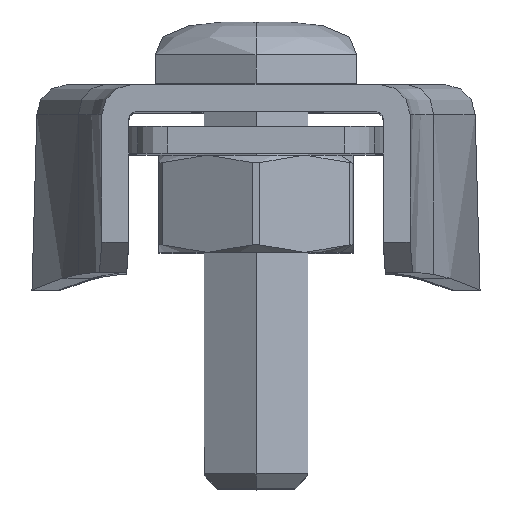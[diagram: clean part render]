
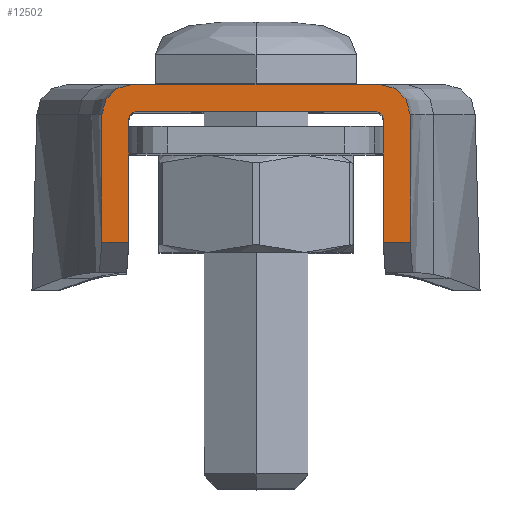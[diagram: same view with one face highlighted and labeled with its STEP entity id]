
A CAD part, top view. The second image highlights one B-rep face of the part: STEP entity #12502.
In plain terms, the highlighted planar face has unit normal (0, 0, 1).
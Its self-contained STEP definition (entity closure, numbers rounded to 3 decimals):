
#264 = EDGE_CURVE ( 'NONE', #13337, #16088, #4433, .T. ) ;
#265 = AXIS2_PLACEMENT_3D ( 'NONE', #19115, #20987, #22846 ) ;
#457 = VERTEX_POINT ( 'NONE', #18899 ) ;
#735 = DIRECTION ( 'NONE',  ( 1., 0., 0. ) ) ;
#891 = VECTOR ( 'NONE', #21471, 1000. ) ;
#969 = CIRCLE ( 'NONE', #265, 0.5 ) ;
#1205 = EDGE_CURVE ( 'NONE', #5144, #457, #15568, .T. ) ;
#2273 = ORIENTED_EDGE ( 'NONE', *, *, #18159, .T. ) ;
#2328 = LINE ( 'NONE', #8175, #7891 ) ;
#2427 = CARTESIAN_POINT ( 'NONE',  ( -8.3, 1.8, 36. ) ) ;
#2460 = CARTESIAN_POINT ( 'NONE',  ( 8., -0.5, 36. ) ) ;
#2493 = CARTESIAN_POINT ( 'NONE',  ( -10.3, 1.8, 36. ) ) ;
#2578 = EDGE_CURVE ( 'NONE', #4324, #3806, #2328, .T. ) ;
#2637 = LINE ( 'NONE', #7571, #13503 ) ;
#2774 = DIRECTION ( 'NONE',  ( 1., 0., 0. ) ) ;
#2928 = CARTESIAN_POINT ( 'NONE',  ( 10.3, 1.8, 36. ) ) ;
#2935 = CARTESIAN_POINT ( 'NONE',  ( -10.3, 1.8, 36. ) ) ;
#3499 = VERTEX_POINT ( 'NONE', #7461 ) ;
#3795 = CIRCLE ( 'NONE', #23927, 0.5 ) ;
#3806 = VERTEX_POINT ( 'NONE', #8643 ) ;
#3886 = VERTEX_POINT ( 'NONE', #17834 ) ;
#4095 = AXIS2_PLACEMENT_3D ( 'NONE', #10033, #6151, #23225 ) ;
#4219 = CARTESIAN_POINT ( 'NONE',  ( -10.3, -8.75, 36. ) ) ;
#4324 = VERTEX_POINT ( 'NONE', #4219 ) ;
#4345 = DIRECTION ( 'NONE',  ( 0., 0., -1. ) ) ;
#4433 = LINE ( 'NONE', #2935, #10915 ) ;
#5104 = CIRCLE ( 'NONE', #18543, 2. ) ;
#5144 = VERTEX_POINT ( 'NONE', #10973 ) ;
#5347 = VECTOR ( 'NONE', #5752, 1000. ) ;
#5445 = ORIENTED_EDGE ( 'NONE', *, *, #20975, .T. ) ;
#5680 = PLANE ( 'NONE',  #20375 ) ;
#5752 = DIRECTION ( 'NONE',  ( 1., 0., 0. ) ) ;
#6118 = VECTOR ( 'NONE', #18334, 1000. ) ;
#6151 = DIRECTION ( 'NONE',  ( 0., 0., 1. ) ) ;
#6582 = LINE ( 'NONE', #15713, #21007 ) ;
#6750 = CARTESIAN_POINT ( 'NONE',  ( 8.3, 1.8, 36. ) ) ;
#7261 = EDGE_CURVE ( 'NONE', #3886, #3499, #7382, .T. ) ;
#7382 = LINE ( 'NONE', #15520, #5347 ) ;
#7461 = CARTESIAN_POINT ( 'NONE',  ( 8., 0., 36. ) ) ;
#7564 = FACE_OUTER_BOUND ( 'NONE', #12759, .T. ) ;
#7571 = CARTESIAN_POINT ( 'NONE',  ( -10.3, 1.8, 36. ) ) ;
#7891 = VECTOR ( 'NONE', #735, 1000. ) ;
#7953 = ORIENTED_EDGE ( 'NONE', *, *, #9827, .T. ) ;
#8175 = CARTESIAN_POINT ( 'NONE',  ( -10.3, -8.75, 36. ) ) ;
#8462 = ORIENTED_EDGE ( 'NONE', *, *, #7261, .T. ) ;
#8493 = CARTESIAN_POINT ( 'NONE',  ( -8.5, -0.5, 36. ) ) ;
#8643 = CARTESIAN_POINT ( 'NONE',  ( -8.5, -8.75, 36. ) ) ;
#8950 = DIRECTION ( 'NONE',  ( -1., 0., 0. ) ) ;
#8956 = DIRECTION ( 'NONE',  ( 0., 1., 0. ) ) ;
#9702 = CARTESIAN_POINT ( 'NONE',  ( 10.3, -0.2, 36. ) ) ;
#9827 = EDGE_CURVE ( 'NONE', #3499, #457, #3795, .T. ) ;
#9900 = DIRECTION ( 'NONE',  ( 1., 0., 0. ) ) ;
#10033 = CARTESIAN_POINT ( 'NONE',  ( -8.3, -0.2, 36. ) ) ;
#10185 = CARTESIAN_POINT ( 'NONE',  ( 10.3, -8.75, 36. ) ) ;
#10266 = EDGE_CURVE ( 'NONE', #13337, #22798, #10575, .T. ) ;
#10278 = LINE ( 'NONE', #2928, #6118 ) ;
#10575 = CIRCLE ( 'NONE', #4095, 2. ) ;
#10792 = CARTESIAN_POINT ( 'NONE',  ( -8.5, -13.2, 36. ) ) ;
#10886 = EDGE_CURVE ( 'NONE', #22682, #17741, #10278, .T. ) ;
#10915 = VECTOR ( 'NONE', #2774, 1000. ) ;
#10973 = CARTESIAN_POINT ( 'NONE',  ( 8.5, -8.75, 36. ) ) ;
#11755 = VECTOR ( 'NONE', #8956, 1000. ) ;
#12502 = ADVANCED_FACE ( 'NONE', ( #7564 ), #5680, .F. ) ;
#12759 = EDGE_LOOP ( 'NONE', ( #19158, #20932, #16426, #5445, #8462, #7953, #20763, #2273, #13423, #20127, #23584, #15809 ) ) ;
#12824 = CARTESIAN_POINT ( 'NONE',  ( 8.3, -0.2, 36. ) ) ;
#12921 = DIRECTION ( 'NONE',  ( -1., 0., 0. ) ) ;
#13337 = VERTEX_POINT ( 'NONE', #2427 ) ;
#13423 = ORIENTED_EDGE ( 'NONE', *, *, #10886, .F. ) ;
#13503 = VECTOR ( 'NONE', #15197, 1000. ) ;
#13881 = CARTESIAN_POINT ( 'NONE',  ( 8.5, -13.2, 36. ) ) ;
#13886 = DIRECTION ( 'NONE',  ( 0., 0., -1. ) ) ;
#14742 = VERTEX_POINT ( 'NONE', #8493 ) ;
#15197 = DIRECTION ( 'NONE',  ( 0., -1., 0. ) ) ;
#15520 = CARTESIAN_POINT ( 'NONE',  ( -10.3, 0., 36. ) ) ;
#15568 = LINE ( 'NONE', #13881, #891 ) ;
#15713 = CARTESIAN_POINT ( 'NONE',  ( -10.3, -8.75, 36. ) ) ;
#15809 = ORIENTED_EDGE ( 'NONE', *, *, #10266, .T. ) ;
#16088 = VERTEX_POINT ( 'NONE', #6750 ) ;
#16426 = ORIENTED_EDGE ( 'NONE', *, *, #23999, .T. ) ;
#17509 = DIRECTION ( 'NONE',  ( -1., 0., 0. ) ) ;
#17741 = VERTEX_POINT ( 'NONE', #10185 ) ;
#17834 = CARTESIAN_POINT ( 'NONE',  ( -8., 0., 36. ) ) ;
#18159 = EDGE_CURVE ( 'NONE', #5144, #17741, #6582, .T. ) ;
#18334 = DIRECTION ( 'NONE',  ( 0., -1., 0. ) ) ;
#18543 = AXIS2_PLACEMENT_3D ( 'NONE', #12824, #24294, #8950 ) ;
#18899 = CARTESIAN_POINT ( 'NONE',  ( 8.5, -0.5, 36. ) ) ;
#19115 = CARTESIAN_POINT ( 'NONE',  ( -8., -0.5, 36. ) ) ;
#19158 = ORIENTED_EDGE ( 'NONE', *, *, #23471, .T. ) ;
#19272 = EDGE_CURVE ( 'NONE', #22682, #16088, #5104, .T. ) ;
#19752 = CARTESIAN_POINT ( 'NONE',  ( -10.3, -0.2, 36. ) ) ;
#20127 = ORIENTED_EDGE ( 'NONE', *, *, #19272, .T. ) ;
#20375 = AXIS2_PLACEMENT_3D ( 'NONE', #2493, #13886, #12921 ) ;
#20763 = ORIENTED_EDGE ( 'NONE', *, *, #1205, .F. ) ;
#20932 = ORIENTED_EDGE ( 'NONE', *, *, #2578, .T. ) ;
#20975 = EDGE_CURVE ( 'NONE', #14742, #3886, #969, .T. ) ;
#20987 = DIRECTION ( 'NONE',  ( 0., 0., -1. ) ) ;
#21007 = VECTOR ( 'NONE', #9900, 1000. ) ;
#21471 = DIRECTION ( 'NONE',  ( 0., 1., 0. ) ) ;
#21766 = LINE ( 'NONE', #10792, #11755 ) ;
#22682 = VERTEX_POINT ( 'NONE', #9702 ) ;
#22798 = VERTEX_POINT ( 'NONE', #19752 ) ;
#22846 = DIRECTION ( 'NONE',  ( -1., 0., 0. ) ) ;
#23225 = DIRECTION ( 'NONE',  ( -1., 0., 0. ) ) ;
#23471 = EDGE_CURVE ( 'NONE', #22798, #4324, #2637, .T. ) ;
#23584 = ORIENTED_EDGE ( 'NONE', *, *, #264, .F. ) ;
#23927 = AXIS2_PLACEMENT_3D ( 'NONE', #2460, #4345, #17509 ) ;
#23999 = EDGE_CURVE ( 'NONE', #3806, #14742, #21766, .T. ) ;
#24294 = DIRECTION ( 'NONE',  ( 0., 0., 1. ) ) ;
